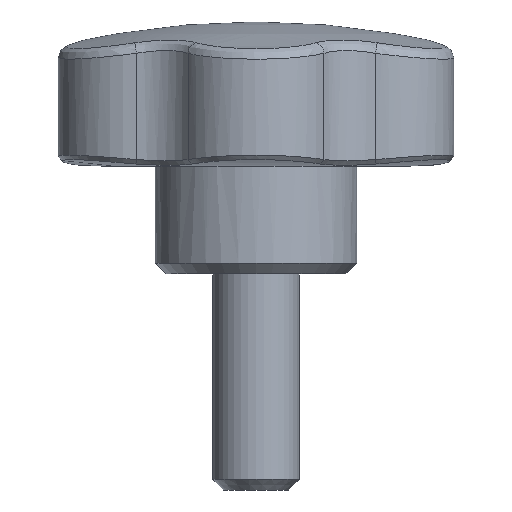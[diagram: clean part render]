
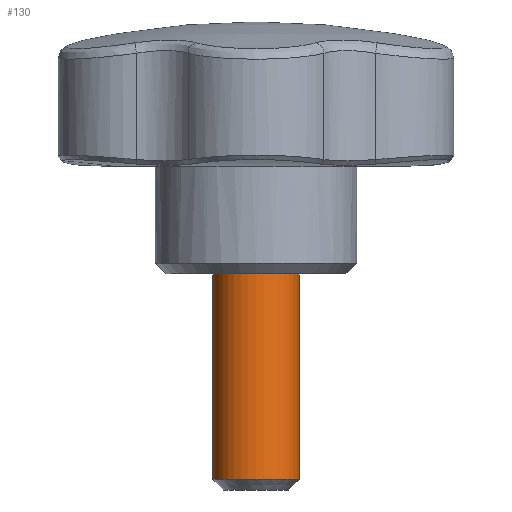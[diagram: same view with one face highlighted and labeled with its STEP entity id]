
A CAD part, front view. The second image highlights one B-rep face of the part: STEP entity #130.
In plain terms, the highlighted cylindrical face has radius 6 mm (diameter 12 mm), a full revolution.
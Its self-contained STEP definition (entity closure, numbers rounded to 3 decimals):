
#130 = ADVANCED_FACE( '', ( #312, #313 ), #314, .T. );
#312 = FACE_OUTER_BOUND( '', #894, .T. );
#313 = FACE_OUTER_BOUND( '', #895, .T. );
#314 = CYLINDRICAL_SURFACE( '', #896, 6. );
#894 = EDGE_LOOP( '', ( #3651 ) );
#895 = EDGE_LOOP( '', ( #3652 ) );
#896 = AXIS2_PLACEMENT_3D( '', #3653, #3654, #3655 );
#3651 = ORIENTED_EDGE( '', *, *, #4143, .T. );
#3652 = ORIENTED_EDGE( '', *, *, #4144, .F. );
#3653 = CARTESIAN_POINT( '', ( 0., 0., 44. ) );
#3654 = DIRECTION( '', ( 0., 0., -1. ) );
#3655 = DIRECTION( '', ( 1., 0., 0. ) );
#4143 = EDGE_CURVE( '', #4451, #4451, #4452, .T. );
#4144 = EDGE_CURVE( '', #4453, #4453, #4454, .T. );
#4451 = VERTEX_POINT( '', #5858 );
#4452 = CIRCLE( '', #5859, 6. );
#4453 = VERTEX_POINT( '', #5860 );
#4454 = CIRCLE( '', #5861, 6. );
#5858 = CARTESIAN_POINT( '', ( 6., 0., -28.5 ) );
#5859 = AXIS2_PLACEMENT_3D( '', #7392, #7393, #7394 );
#5860 = CARTESIAN_POINT( '', ( 6., 0., 0. ) );
#5861 = AXIS2_PLACEMENT_3D( '', #7395, #7396, #7397 );
#7392 = CARTESIAN_POINT( '', ( 0., 0., -28.5 ) );
#7393 = DIRECTION( '', ( 0., 0., 1. ) );
#7394 = DIRECTION( '', ( 1., 0., 0. ) );
#7395 = CARTESIAN_POINT( '', ( 0., 0., 0. ) );
#7396 = DIRECTION( '', ( 0., 0., 1. ) );
#7397 = DIRECTION( '', ( 1., 0., 0. ) );
